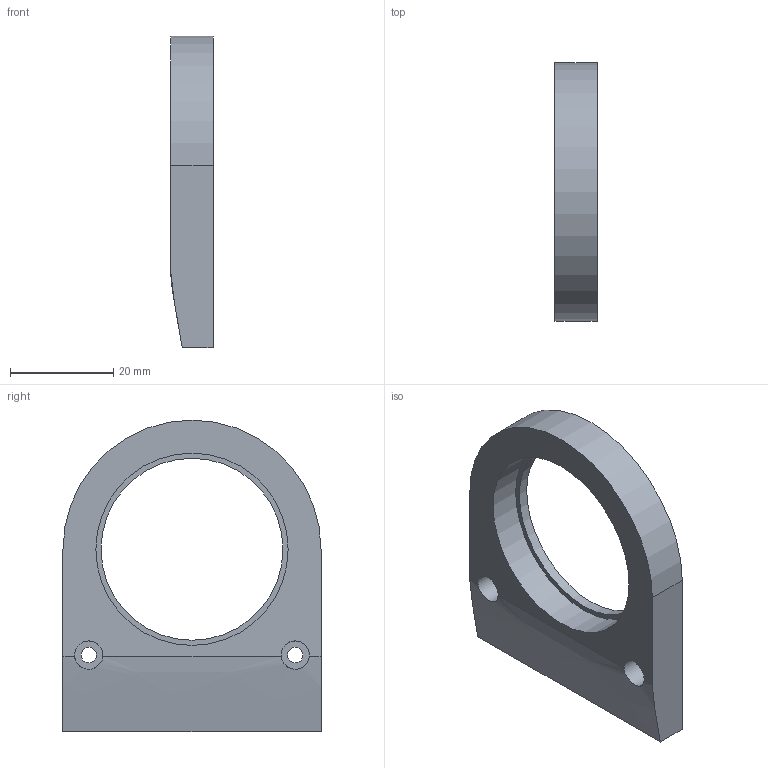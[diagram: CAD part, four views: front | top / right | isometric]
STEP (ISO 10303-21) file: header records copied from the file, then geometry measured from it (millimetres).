
FILE_DESCRIPTION(/* description */ (''),/* implementation_level */ '2;1');
FILE_NAME(/* name */ 'Link3 Side.step',/* time_stamp */ '2025-09-14T20:49:30+08:00',/* author */ (''),/* organization */ (''),/* preprocessor_version */ 'ST-DEVELOPER v20.1',/* originating_system */ 'Autodesk Translation Framework v14.10.0.0',/* authorisation */ '');
FILE_SCHEMA (('AUTOMOTIVE_DESIGN { 1 0 10303 214 3 1 1 }'));
Length unit declared in the file: millimetre
Products named in the file (2): link3second; End_of_Joint
Assembly tree (1 placements, depth 2):
  link3second
    End_of_Joint
Bounding box: 8.2 x 50 x 60.36 mm (x, y, z)
Volume: 12873 mm3; surface area: 6186.1 mm2
Topology: 1 solids, 1 shells, 16 faces, 39 edges, 26 vertices
Faces by surface type: plane 8, cylinder 7, bspline 1
Full cylindrical faces by diameter (mm): 3 x2, 5.5 x2, 35.25 x1, 37.25 x1
Entity records: 614 total; most frequent: CARTESIAN_POINT 174, DIRECTION 86, ORIENTED_EDGE 78, EDGE_CURVE 39, AXIS2_PLACEMENT_3D 34, VERTEX_POINT 26, EDGE_LOOP 23, LINE 18
